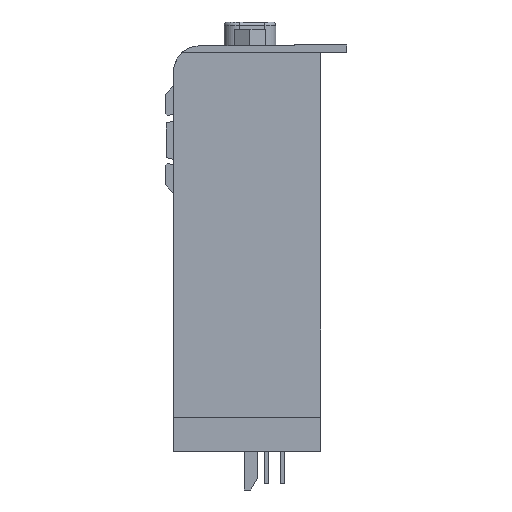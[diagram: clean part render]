
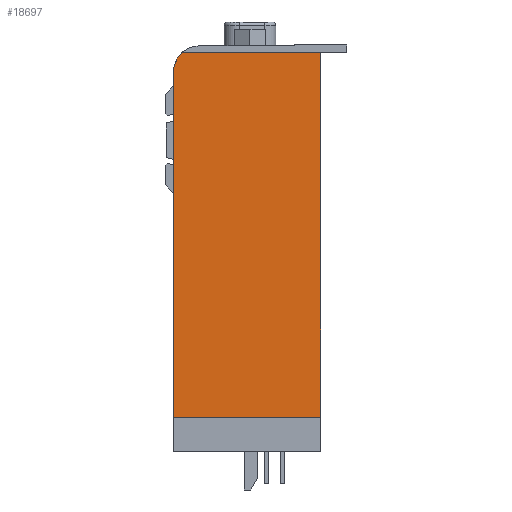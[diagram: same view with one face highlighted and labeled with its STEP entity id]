
A CAD part, left-side view. The second image highlights one B-rep face of the part: STEP entity #18697.
In plain terms, the highlighted planar face has unit normal (-1, 0, 0).
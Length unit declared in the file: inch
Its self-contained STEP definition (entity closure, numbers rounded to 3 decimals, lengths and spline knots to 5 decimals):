
#1084 = VERTEX_POINT ( 'NONE', #6649 ) ;
#1628 = EDGE_CURVE ( 'NONE', #1084, #13032, #12118, .T. ) ;
#1867 = VECTOR ( 'NONE', #7516, 39.37008 ) ;
#1894 = ORIENTED_EDGE ( 'NONE', *, *, #19340, .F. ) ;
#1997 = ORIENTED_EDGE ( 'NONE', *, *, #12979, .F. ) ;
#3030 = CARTESIAN_POINT ( 'NONE',  ( -1.36323, 0.8878, -2.24213 ) ) ;
#3609 = DIRECTION ( 'NONE',  ( 0., 0., -1. ) ) ;
#4116 = DIRECTION ( 'NONE',  ( 0., 0., 1. ) ) ;
#4325 = DIRECTION ( 'NONE',  ( 1., 0., 0. ) ) ;
#5296 = ORIENTED_EDGE ( 'NONE', *, *, #1628, .T. ) ;
#5980 = DIRECTION ( 'NONE',  ( 0., 0., -1. ) ) ;
#6252 = AXIS2_PLACEMENT_3D ( 'NONE', #13969, #20305, #4116 ) ;
#6649 = CARTESIAN_POINT ( 'NONE',  ( -1.36323, 0.8878, -0.15869 ) ) ;
#6885 = VECTOR ( 'NONE', #10736, 39.37008 ) ;
#7291 = CARTESIAN_POINT ( 'NONE',  ( -1.36323, 0.8878, 0. ) ) ;
#7516 = DIRECTION ( 'NONE',  ( 0., 1., 0. ) ) ;
#7743 = VECTOR ( 'NONE', #18810, 39.37008 ) ;
#8347 = AXIS2_PLACEMENT_3D ( 'NONE', #17429, #4325, #5980 ) ;
#9007 = PLANE ( 'NONE',  #6252 ) ;
#9123 = VERTEX_POINT ( 'NONE', #20377 ) ;
#9195 = LINE ( 'NONE', #20615, #6885 ) ;
#9210 = FACE_OUTER_BOUND ( 'NONE', #15485, .T. ) ;
#10647 = VERTEX_POINT ( 'NONE', #12794 ) ;
#10736 = DIRECTION ( 'NONE',  ( 0., 1., 0. ) ) ;
#10824 = CARTESIAN_POINT ( 'NONE',  ( -1.36323, 0.8878, -0.04058 ) ) ;
#10903 = CIRCLE ( 'NONE', #8347, 0.15748 ) ;
#11096 = LINE ( 'NONE', #10824, #1867 ) ;
#11266 = CARTESIAN_POINT ( 'NONE',  ( -1.36323, 0., -0.04058 ) ) ;
#11808 = VERTEX_POINT ( 'NONE', #11266 ) ;
#12118 = LINE ( 'NONE', #7291, #7743 ) ;
#12794 = CARTESIAN_POINT ( 'NONE',  ( -1.36323, 0., -2.24213 ) ) ;
#12979 = EDGE_CURVE ( 'NONE', #1084, #9123, #10903, .T. ) ;
#13032 = VERTEX_POINT ( 'NONE', #3030 ) ;
#13969 = CARTESIAN_POINT ( 'NONE',  ( -1.36323, 0.8878, -0.04058 ) ) ;
#14409 = VECTOR ( 'NONE', #3609, 39.37008 ) ;
#14834 = EDGE_CURVE ( 'NONE', #11808, #9123, #11096, .T. ) ;
#15485 = EDGE_LOOP ( 'NONE', ( #1894, #16381, #16132, #1997, #5296 ) ) ;
#15615 = EDGE_CURVE ( 'NONE', #11808, #10647, #16193, .T. ) ;
#16132 = ORIENTED_EDGE ( 'NONE', *, *, #14834, .T. ) ;
#16193 = LINE ( 'NONE', #19478, #14409 ) ;
#16381 = ORIENTED_EDGE ( 'NONE', *, *, #15615, .F. ) ;
#17429 = CARTESIAN_POINT ( 'NONE',  ( -1.36323, 0.73031, -0.15869 ) ) ;
#18697 = ADVANCED_FACE ( 'NONE', ( #9210 ), #9007, .T. ) ;
#18810 = DIRECTION ( 'NONE',  ( 0., 0., -1. ) ) ;
#19340 = EDGE_CURVE ( 'NONE', #10647, #13032, #9195, .T. ) ;
#19478 = CARTESIAN_POINT ( 'NONE',  ( -1.36323, 0., 0. ) ) ;
#20305 = DIRECTION ( 'NONE',  ( -1., 0., 0. ) ) ;
#20377 = CARTESIAN_POINT ( 'NONE',  ( -1.36323, 0.83448, -0.04058 ) ) ;
#20615 = CARTESIAN_POINT ( 'NONE',  ( -1.36323, 0.8878, -2.24213 ) ) ;
